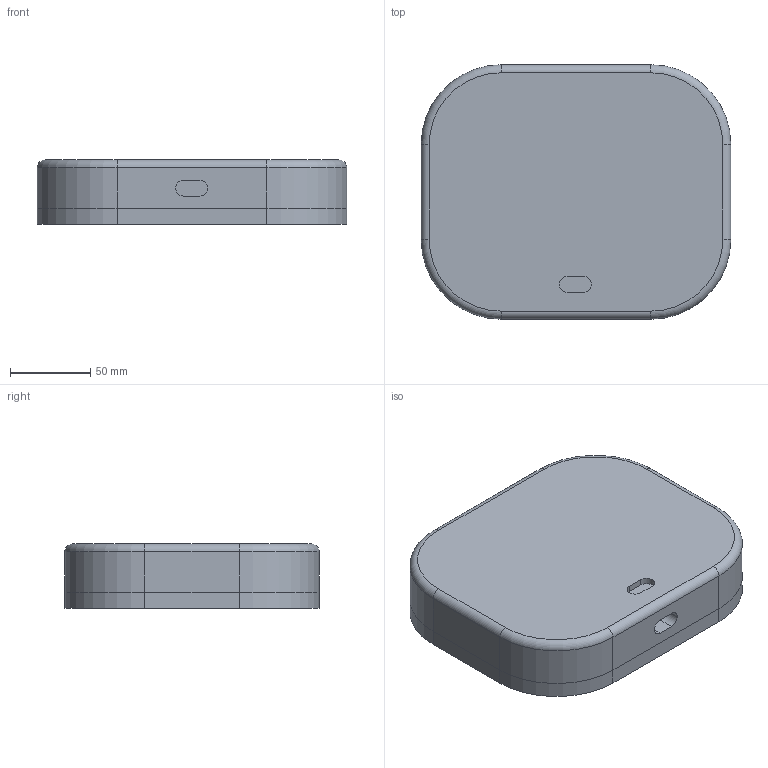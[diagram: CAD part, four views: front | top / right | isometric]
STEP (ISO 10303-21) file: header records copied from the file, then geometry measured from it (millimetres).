
FILE_DESCRIPTION(('TFLEX Exchange Step'),'2;1');
FILE_NAME('6Подставка.stp', '2025-12-04T10:48:28+03:00',('student'),('Unknown organisation'),'TFLEX Exchange 2022.2','T-FLEX CAD','Unknown authorisation');
FILE_SCHEMA( ('AUTOMOTIVE_DESIGN { 1 0 10303 214 1 1 1 1 }') );
Length unit declared in the file: millimetre
Products named in the file (1): Nodes
Bounding box: 193.58 x 158.96 x 40 mm (x, y, z)
Volume: 513636 mm3; surface area: 160415.5 mm2
Topology: 3 solids, 3 shells, 79 faces, 205 edges, 134 vertices
Faces by surface type: plane 44, cylinder 31, torus 4
Full cylindrical faces by diameter (mm): 3 x1
Entity records: 2463 total; most frequent: DIRECTION 431, CARTESIAN_POINT 419, ORIENTED_EDGE 410, EDGE_CURVE 205, AXIS2_PLACEMENT_3D 146, VECTOR 139, LINE 139, VERTEX_POINT 134
